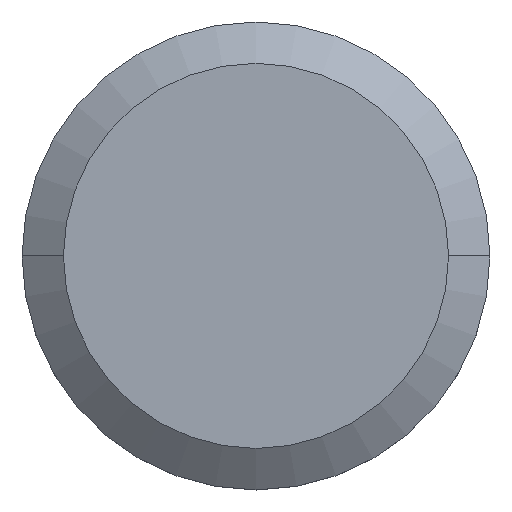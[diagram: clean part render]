
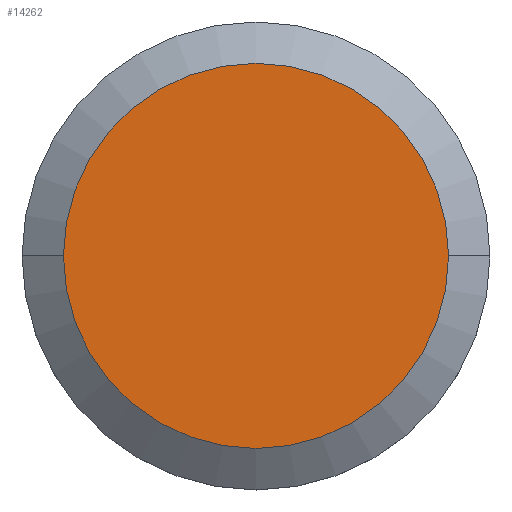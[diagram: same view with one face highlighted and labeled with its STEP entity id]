
A CAD part, top view. The second image highlights one B-rep face of the part: STEP entity #14262.
In plain terms, the highlighted planar face has unit normal (0, 0, 1).
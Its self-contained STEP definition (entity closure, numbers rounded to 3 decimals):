
#14242=CARTESIAN_POINT('POINT137',(-2.469,0.,4.844));
#14243=VERTEX_POINT('VERTEX137',#14242);
#14244=CARTESIAN_POINT('POINT138',(2.469,0.,
   4.844));
#14245=VERTEX_POINT('VERTEX138',#14244);
#14246=CARTESIAN_POINT('POS188',(0.,0.,4.844));
#14247=DIRECTION('DIR295',(0.,0.
   ,1.));
#14248=DIRECTION('DIR296',(-1.,0.,
   0.));
#14249=AXIS2_PLACEMENT_3D('AXIS108',#14246,#14247,#14248);
#14250=CIRCLE('ELLIPSE67',#14249,2.469);
#14251=EDGE_CURVE('EDGE197',#14243,#14245,#14250,.T.);
#14252=ORIENTED_EDGE('COEDGE377',*,*,#14251,.T.);
#14253=EDGE_CURVE('EDGE198',#14245,#14243,#14250,.T.);
#14254=ORIENTED_EDGE('COEDGE378',*,*,#14253,.T.);
#14255=EDGE_LOOP('NONE',(#14252,#14254));
#14256=FACE_BOUND('LOOP1',#14255,.T.);
#14257=CARTESIAN_POINT('POS189',(0.,0.,4.844));
#14258=DIRECTION('DIR297',(0.,0.,1.));
#14259=DIRECTION('DIR298',(1.,0.,0.));
#14260=AXIS2_PLACEMENT_3D('AXIS109',#14257,#14258,#14259);
#14261=PLANE('PLANE17',#14260);
#14262=ADVANCED_FACE('FACE62',(#14256),#14261,.T.);
